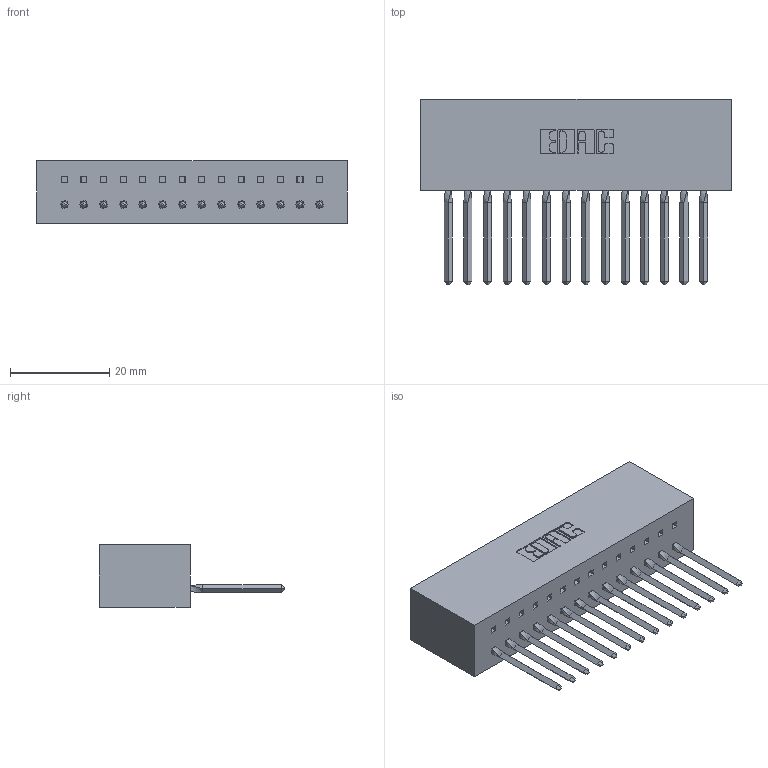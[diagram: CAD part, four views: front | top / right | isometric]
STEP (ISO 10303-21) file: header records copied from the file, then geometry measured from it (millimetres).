
FILE_DESCRIPTION (( 'STEP AP203' ), '1' );
FILE_NAME ('317-014-541-601.STEP', '2020-02-27T14:34:51', ( '' ), ( '' ), 'SwSTEP 2.0', 'SolidWorks 2016', '' );
FILE_SCHEMA (( 'CONFIG_CONTROL_DESIGN' ));
Length unit declared in the file: inch
Products named in the file (3): 317-014-541-601; 317 Part_Lugless; 317-290-002_541
Assembly tree (15 placements, depth 2):
  317-014-541-601
    317 Part_Lugless
    317-290-002_541  x14
Bounding box: 62.69 x 37.34 x 12.7 mm (x, y, z)
Volume: 11010.6 mm3; surface area: 14818.9 mm2
Topology: 15 solids, 15 shells, 2218 faces, 6315 edges, 4106 vertices
Faces by surface type: plane 1786, cylinder 376, bspline 56
Entity records: 24834 total; most frequent: CARTESIAN_POINT 5043, ORIENTED_EDGE 4310, DIRECTION 3511, EDGE_CURVE 2155, LINE 1799, VECTOR 1799, VERTEX_POINT 1428, AXIS2_PLACEMENT_3D 856
